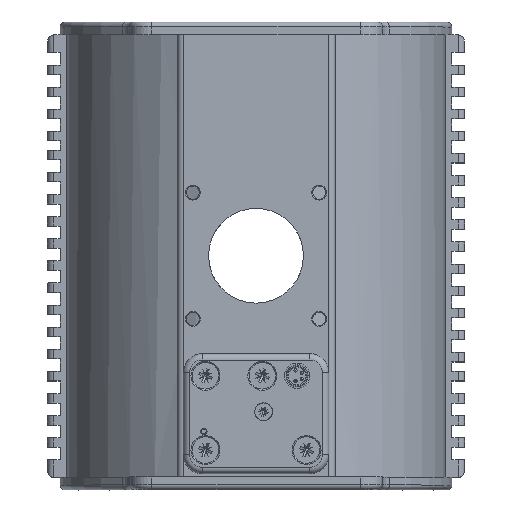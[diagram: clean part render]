
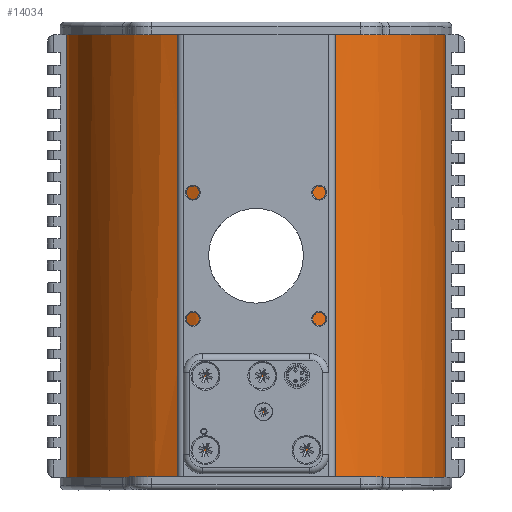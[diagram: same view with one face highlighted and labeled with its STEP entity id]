
A CAD part, top view. The second image highlights one B-rep face of the part: STEP entity #14034.
In plain terms, the highlighted cylindrical face has radius 60 mm (diameter 120 mm), a partial arc.
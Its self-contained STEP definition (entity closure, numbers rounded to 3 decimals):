
#189=CYLINDRICAL_SURFACE('',#16079,60.);
#1624=LINE('',#24667,#3032);
#1625=LINE('',#24671,#3033);
#1626=LINE('',#24675,#3034);
#1627=LINE('',#24679,#3035);
#3032=VECTOR('',#20130,1000.);
#3033=VECTOR('',#20133,1000.);
#3034=VECTOR('',#20136,1000.);
#3035=VECTOR('',#20139,1000.);
#3579=B_SPLINE_CURVE_WITH_KNOTS('',3,(#24616,#24617,#24618,#24619,#24620,
#24621,#24622,#24623,#24624,#24625,#24626,#24627,#24628,#24629,#24630,#24631,
#24632,#24633,#24634,#24635,#24636,#24637,#24638,#24639,#24640,#24641,#24642,
#24643,#24644),.UNSPECIFIED.,.T.,.F.,(1,1,1,1,1,1,1,1,1,1,1,1,1,1,1,1,1,
1,1,1,1,1,1,1,1,1,1,1,1,1,1,1,1),(-0.01,-0.007,
-0.003,0.,0.007,0.014,
0.021,0.024,0.028,0.031,
0.034,0.041,0.045,0.048,
0.052,0.055,0.062,0.065,
0.069,0.072,0.076,0.079,
0.083,0.086,0.089,0.096,
0.1,0.103,0.107,0.11,
0.117,0.124,0.131),.UNSPECIFIED.);
#7397=ORIENTED_EDGE('',*,*,#9469,.F.);
#7398=ORIENTED_EDGE('',*,*,#9470,.T.);
#7399=ORIENTED_EDGE('',*,*,#9471,.T.);
#7400=ORIENTED_EDGE('',*,*,#9472,.T.);
#7401=ORIENTED_EDGE('',*,*,#9473,.F.);
#7402=ORIENTED_EDGE('',*,*,#9474,.T.);
#7403=ORIENTED_EDGE('',*,*,#9475,.T.);
#7404=ORIENTED_EDGE('',*,*,#9476,.F.);
#7405=ORIENTED_EDGE('',*,*,#9460,.F.);
#9460=EDGE_CURVE('',#10874,#10874,#3579,.T.);
#9469=EDGE_CURVE('',#10883,#10884,#11468,.T.);
#9470=EDGE_CURVE('',#10883,#10885,#1624,.T.);
#9471=EDGE_CURVE('',#10885,#10886,#11469,.T.);
#9472=EDGE_CURVE('',#10886,#10887,#1625,.F.);
#9473=EDGE_CURVE('',#10888,#10887,#11470,.T.);
#9474=EDGE_CURVE('',#10888,#10889,#1626,.T.);
#9475=EDGE_CURVE('',#10889,#10890,#11471,.T.);
#9476=EDGE_CURVE('',#10884,#10890,#1627,.T.);
#10874=VERTEX_POINT('',#24645);
#10883=VERTEX_POINT('',#24665);
#10884=VERTEX_POINT('',#24666);
#10885=VERTEX_POINT('',#24668);
#10886=VERTEX_POINT('',#24670);
#10887=VERTEX_POINT('',#24672);
#10888=VERTEX_POINT('',#24674);
#10889=VERTEX_POINT('',#24676);
#10890=VERTEX_POINT('',#24678);
#11468=CIRCLE('',#16080,60.);
#11469=CIRCLE('',#16081,60.);
#11470=CIRCLE('',#16082,60.);
#11471=CIRCLE('',#16083,60.);
#12338=EDGE_LOOP('',(#7397,#7398,#7399,#7400,#7401,#7402,#7403,#7404));
#12339=EDGE_LOOP('',(#7405));
#13208=FACE_BOUND('',#12338,.T.);
#13209=FACE_BOUND('',#12339,.T.);
#14034=ADVANCED_FACE('',(#13208,#13209),#189,.T.);
#16079=AXIS2_PLACEMENT_3D('',#24663,#20126,#20127);
#16080=AXIS2_PLACEMENT_3D('',#24664,#20128,#20129);
#16081=AXIS2_PLACEMENT_3D('',#24669,#20131,#20132);
#16082=AXIS2_PLACEMENT_3D('',#24673,#20134,#20135);
#16083=AXIS2_PLACEMENT_3D('',#24677,#20137,#20138);
#20126=DIRECTION('',(0.,1.,0.));
#20127=DIRECTION('',(0.,0.,1.));
#20128=DIRECTION('',(0.,-1.,0.));
#20129=DIRECTION('',(1.,0.,0.));
#20130=DIRECTION('',(0.,1.,0.));
#20131=DIRECTION('',(0.,1.,0.));
#20132=DIRECTION('',(0.,0.,1.));
#20133=DIRECTION('',(0.,1.,0.));
#20134=DIRECTION('',(0.,-1.,0.));
#20135=DIRECTION('',(1.,0.,0.));
#20136=DIRECTION('',(0.,1.,0.));
#20137=DIRECTION('',(0.,-1.,0.));
#20138=DIRECTION('',(1.,0.,0.));
#20139=DIRECTION('',(0.,1.,0.));
#24616=CARTESIAN_POINT('',(17.273,-3.454,57.461));
#24617=CARTESIAN_POINT('',(17.729,1.151,57.32));
#24618=CARTESIAN_POINT('',(16.574,6.911,57.685));
#24619=CARTESIAN_POINT('',(12.686,12.694,58.715));
#24620=CARTESIAN_POINT('',(7.88,15.922,59.55));
#24621=CARTESIAN_POINT('',(3.448,17.272,59.933));
#24622=CARTESIAN_POINT('',(0.02,17.614,60.034));
#24623=CARTESIAN_POINT('',(-3.46,17.271,59.933));
#24624=CARTESIAN_POINT('',(-7.852,15.933,59.553));
#24625=CARTESIAN_POINT('',(-11.738,13.326,58.88));
#24626=CARTESIAN_POINT('',(-14.625,9.813,58.201));
#24627=CARTESIAN_POINT('',(-16.266,6.756,57.759));
#24628=CARTESIAN_POINT('',(-17.266,3.476,57.463));
#24629=CARTESIAN_POINT('',(-17.731,-1.155,57.319));
#24630=CARTESIAN_POINT('',(-16.815,-5.733,57.609));
#24631=CARTESIAN_POINT('',(-14.631,-9.803,58.2));
#24632=CARTESIAN_POINT('',(-12.465,-12.44,58.708));
#24633=CARTESIAN_POINT('',(-9.802,-14.633,59.218));
#24634=CARTESIAN_POINT('',(-6.771,-16.258,59.645));
#24635=CARTESIAN_POINT('',(-3.471,-17.269,59.932));
#24636=CARTESIAN_POINT('',(0.002,-17.614,60.033));
#24637=CARTESIAN_POINT('',(3.432,-17.276,59.934));
#24638=CARTESIAN_POINT('',(7.875,-15.925,59.551));
#24639=CARTESIAN_POINT('',(11.716,-13.35,58.884));
#24640=CARTESIAN_POINT('',(14.637,-9.793,58.198));
#24641=CARTESIAN_POINT('',(16.253,-6.784,57.762));
#24642=CARTESIAN_POINT('',(17.273,-3.454,57.461));
#24643=CARTESIAN_POINT('',(17.729,1.151,57.32));
#24644=CARTESIAN_POINT('',(16.574,6.911,57.685));
#24645=CARTESIAN_POINT('',(17.5,0.,57.391));
#24663=CARTESIAN_POINT('',(0.,-71.5,0.));
#24664=CARTESIAN_POINT('',(0.,-71.5,0.));
#24665=CARTESIAN_POINT('',(-3.5,-71.5,59.898));
#24666=CARTESIAN_POINT('',(-60.,-71.5,0.));
#24667=CARTESIAN_POINT('',(-3.5,-71.5,59.898));
#24668=CARTESIAN_POINT('',(-3.5,-70.,59.898));
#24669=CARTESIAN_POINT('',(0.,-70.,0.));
#24670=CARTESIAN_POINT('',(3.5,-70.,59.898));
#24671=CARTESIAN_POINT('',(3.5,-71.5,59.898));
#24672=CARTESIAN_POINT('',(3.5,-71.5,59.898));
#24673=CARTESIAN_POINT('',(0.,-71.5,0.));
#24674=CARTESIAN_POINT('',(60.,-71.5,0.));
#24675=CARTESIAN_POINT('',(60.,-71.5,0.));
#24676=CARTESIAN_POINT('',(60.,71.5,0.));
#24677=CARTESIAN_POINT('',(0.,71.5,0.));
#24678=CARTESIAN_POINT('',(-60.,71.5,0.));
#24679=CARTESIAN_POINT('',(-60.,-71.5,0.));
